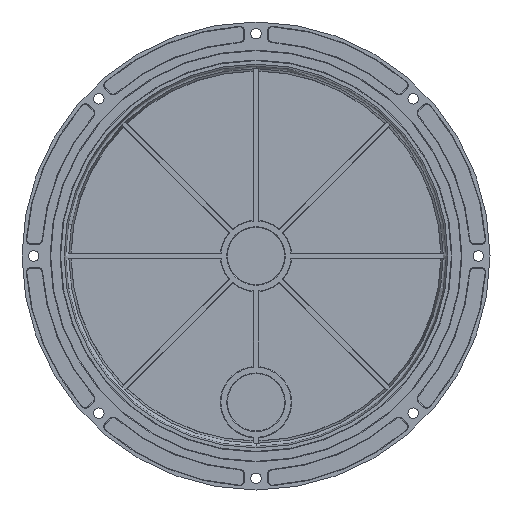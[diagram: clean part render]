
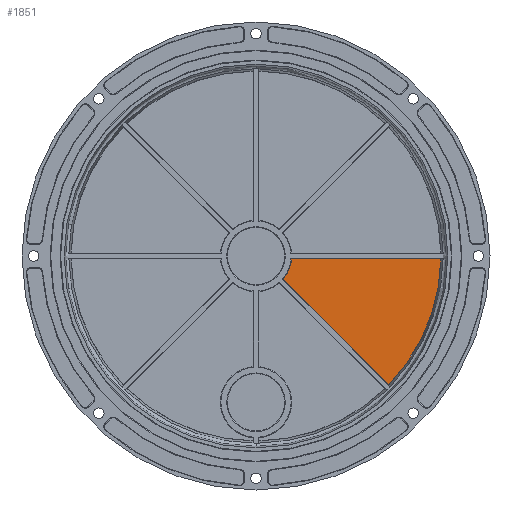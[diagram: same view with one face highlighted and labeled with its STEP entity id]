
A CAD part, front view. The second image highlights one B-rep face of the part: STEP entity #1851.
In plain terms, the highlighted planar face has unit normal (0, -1, 0).
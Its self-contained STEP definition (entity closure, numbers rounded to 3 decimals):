
#640 = VERTEX_POINT ( 'NONE', #4199 ) ;
#1678 = DIRECTION ( 'NONE',  ( 0., -1., 0. ) ) ;
#1840 = CARTESIAN_POINT ( 'NONE',  ( 0., 19., 0. ) ) ;
#1851 = ADVANCED_FACE ( 'NONE', ( #5560 ), #10073, .T. ) ;
#2170 = EDGE_CURVE ( 'NONE', #2458, #640, #8304, .T. ) ;
#2458 = VERTEX_POINT ( 'NONE', #4187 ) ;
#2852 = LINE ( 'NONE', #9179, #9857 ) ;
#3338 = DIRECTION ( 'NONE',  ( 0.707, 0., -0.707 ) ) ;
#3783 = ORIENTED_EDGE ( 'NONE', *, *, #3949, .T. ) ;
#3949 = EDGE_CURVE ( 'NONE', #4289, #4477, #6603, .T. ) ;
#4187 = CARTESIAN_POINT ( 'NONE',  ( 113.472, 19., -109.937 ) ) ;
#4199 = CARTESIAN_POINT ( 'NONE',  ( 157.974, 19., -2.5 ) ) ;
#4289 = VERTEX_POINT ( 'NONE', #4522 ) ;
#4477 = VERTEX_POINT ( 'NONE', #6710 ) ;
#4510 = LINE ( 'NONE', #8108, #11492 ) ;
#4522 = CARTESIAN_POINT ( 'NONE',  ( 30.397, 19., -2.5 ) ) ;
#4813 = ORIENTED_EDGE ( 'NONE', *, *, #10752, .T. ) ;
#5183 = EDGE_CURVE ( 'NONE', #640, #4289, #2852, .T. ) ;
#5468 = AXIS2_PLACEMENT_3D ( 'NONE', #1840, #5487, #7216 ) ;
#5487 = DIRECTION ( 'NONE',  ( 0., 1., 0. ) ) ;
#5560 = FACE_OUTER_BOUND ( 'NONE', #10957, .T. ) ;
#6104 = CARTESIAN_POINT ( 'NONE',  ( 0., 19., 0. ) ) ;
#6603 = CIRCLE ( 'NONE', #5468, 30.5 ) ;
#6710 = CARTESIAN_POINT ( 'NONE',  ( 23.262, 19., -19.726 ) ) ;
#7051 = ORIENTED_EDGE ( 'NONE', *, *, #2170, .T. ) ;
#7216 = DIRECTION ( 'NONE',  ( 0., 0., -1. ) ) ;
#7329 = DIRECTION ( 'NONE',  ( -1., 0., 0. ) ) ;
#8108 = CARTESIAN_POINT ( 'NONE',  ( 1.768, 19., 1.768 ) ) ;
#8304 = CIRCLE ( 'NONE', #9079, 157.994 ) ;
#8389 = DIRECTION ( 'NONE',  ( 0., 0., -1. ) ) ;
#9079 = AXIS2_PLACEMENT_3D ( 'NONE', #6104, #1678, #11472 ) ;
#9179 = CARTESIAN_POINT ( 'NONE',  ( 0., 19., -2.5 ) ) ;
#9234 = CARTESIAN_POINT ( 'NONE',  ( 0., 19., 0. ) ) ;
#9857 = VECTOR ( 'NONE', #7329, 1000. ) ;
#9909 = ORIENTED_EDGE ( 'NONE', *, *, #5183, .T. ) ;
#10073 = PLANE ( 'NONE',  #10811 ) ;
#10752 = EDGE_CURVE ( 'NONE', #4477, #2458, #4510, .T. ) ;
#10811 = AXIS2_PLACEMENT_3D ( 'NONE', #9234, #10941, #8389 ) ;
#10941 = DIRECTION ( 'NONE',  ( 0., -1., 0. ) ) ;
#10957 = EDGE_LOOP ( 'NONE', ( #7051, #9909, #3783, #4813 ) ) ;
#11472 = DIRECTION ( 'NONE',  ( 0., 0., -1. ) ) ;
#11492 = VECTOR ( 'NONE', #3338, 1000. ) ;
